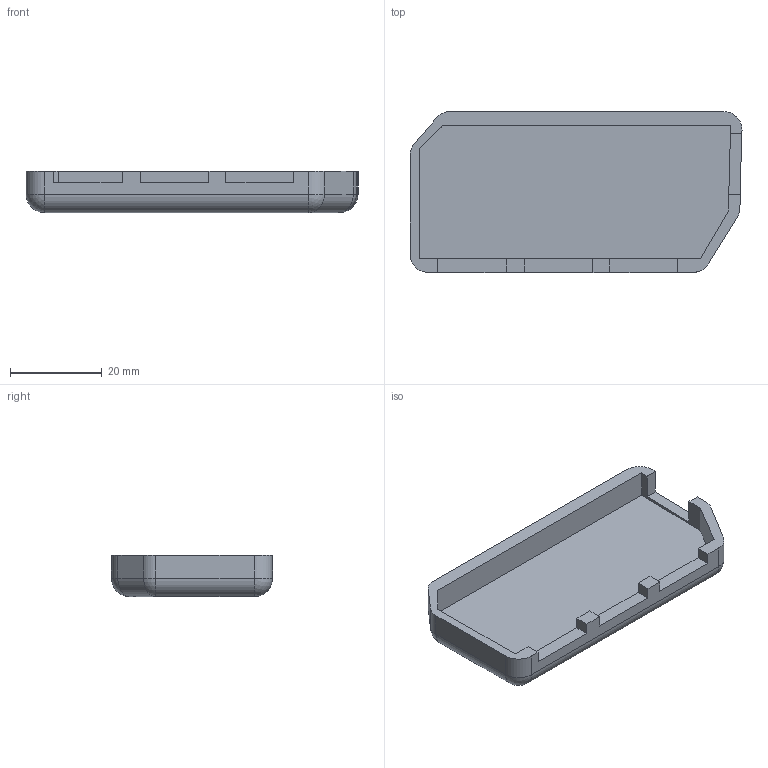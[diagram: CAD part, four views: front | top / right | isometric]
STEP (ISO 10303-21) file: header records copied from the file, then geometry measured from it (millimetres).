
FILE_DESCRIPTION(/* description */ (''),/* implementation_level */ '2;1');
FILE_NAME(/* name */ 'bottom case v1.step',/* time_stamp */ '2025-08-04T22:40:11-07:00',/* author */ (''),/* organization */ (''),/* preprocessor_version */ 'ST-DEVELOPER v20.1',/* originating_system */ 'Autodesk Translation Framework v14.10.0.0',/* authorisation */ '');
FILE_SCHEMA (('AUTOMOTIVE_DESIGN { 1 0 10303 214 3 1 1 }'));
Length unit declared in the file: millimetre
Products named in the file (1): bottom case
Bounding box: 72.48 x 35.16 x 9 mm (x, y, z)
Volume: 9356.3 mm3; surface area: 7169.1 mm2
Topology: 1 solids, 1 shells, 49 faces, 123 edges, 76 vertices
Faces by surface type: plane 31, cylinder 12, sphere 6
Entity records: 1472 total; most frequent: DIRECTION 249, CARTESIAN_POINT 249, ORIENTED_EDGE 246, EDGE_CURVE 123, LINE 97, VECTOR 97, VERTEX_POINT 76, AXIS2_PLACEMENT_3D 76
